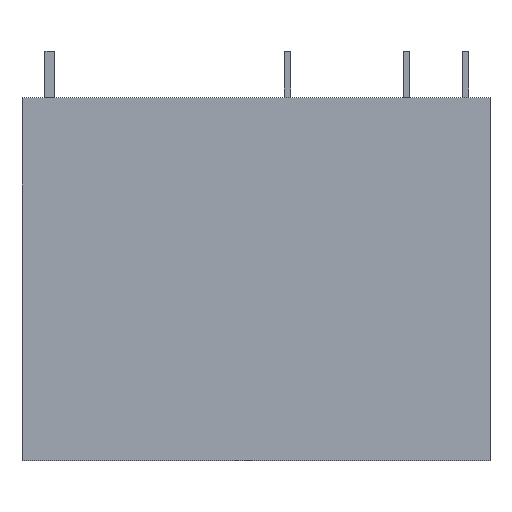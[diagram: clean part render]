
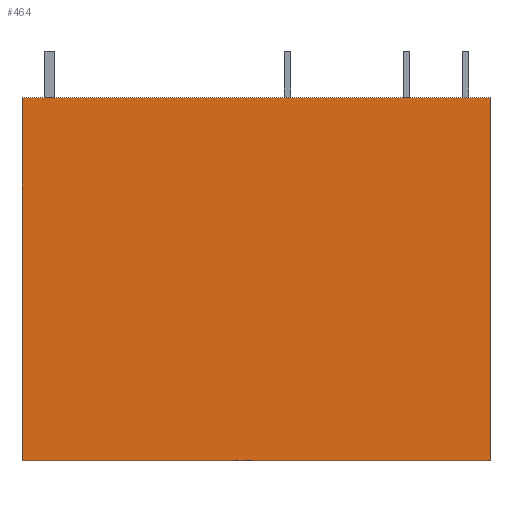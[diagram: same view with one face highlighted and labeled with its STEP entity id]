
A CAD part, top view. The second image highlights one B-rep face of the part: STEP entity #464.
In plain terms, the highlighted face is planar.
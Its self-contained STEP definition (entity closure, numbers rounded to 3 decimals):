
#29 = VECTOR ( 'NONE', #286, 1000. ) ;
#30 = DIRECTION ( 'NONE',  ( -1., 0., 0. ) ) ;
#46 = VECTOR ( 'NONE', #30, 1000. ) ;
#60 = VERTEX_POINT ( 'NONE', #167 ) ;
#61 = CARTESIAN_POINT ( 'NONE',  ( 10., 5., 15.5 ) ) ;
#84 = VERTEX_POINT ( 'NONE', #798 ) ;
#117 = LINE ( 'NONE', #436, #984 ) ;
#123 = CARTESIAN_POINT ( 'NONE',  ( -10., 5., 15.5 ) ) ;
#127 = DIRECTION ( 'NONE',  ( 1., 0., 0. ) ) ;
#150 = EDGE_CURVE ( 'NONE', #722, #60, #675, .T. ) ;
#167 = CARTESIAN_POINT ( 'NONE',  ( 10., 5., 0. ) ) ;
#190 = PLANE ( 'NONE',  #256 ) ;
#196 = DIRECTION ( 'NONE',  ( 0., 0., -1. ) ) ;
#256 = AXIS2_PLACEMENT_3D ( 'NONE', #803, #567, #127 ) ;
#286 = DIRECTION ( 'NONE',  ( 0., 0., -1. ) ) ;
#331 = ORIENTED_EDGE ( 'NONE', *, *, #490, .F. ) ;
#349 = LINE ( 'NONE', #885, #416 ) ;
#414 = LINE ( 'NONE', #726, #46 ) ;
#416 = VECTOR ( 'NONE', #897, 1000. ) ;
#436 = CARTESIAN_POINT ( 'NONE',  ( -10., 5., 15.5 ) ) ;
#464 = ADVANCED_FACE ( 'NONE', ( #821 ), #190, .F. ) ;
#472 = ORIENTED_EDGE ( 'NONE', *, *, #150, .T. ) ;
#481 = EDGE_CURVE ( 'NONE', #722, #706, #349, .T. ) ;
#490 = EDGE_CURVE ( 'NONE', #706, #84, #117, .T. ) ;
#530 = ORIENTED_EDGE ( 'NONE', *, *, #688, .T. ) ;
#567 = DIRECTION ( 'NONE',  ( 0., -1., 0. ) ) ;
#675 = LINE ( 'NONE', #61, #29 ) ;
#688 = EDGE_CURVE ( 'NONE', #60, #84, #414, .T. ) ;
#706 = VERTEX_POINT ( 'NONE', #123 ) ;
#722 = VERTEX_POINT ( 'NONE', #958 ) ;
#726 = CARTESIAN_POINT ( 'NONE',  ( -10., 5., 0. ) ) ;
#756 = EDGE_LOOP ( 'NONE', ( #530, #331, #914, #472 ) ) ;
#798 = CARTESIAN_POINT ( 'NONE',  ( -10., 5., 0. ) ) ;
#803 = CARTESIAN_POINT ( 'NONE',  ( -10., 5., 15.5 ) ) ;
#821 = FACE_OUTER_BOUND ( 'NONE', #756, .T. ) ;
#885 = CARTESIAN_POINT ( 'NONE',  ( -10., 5., 15.5 ) ) ;
#897 = DIRECTION ( 'NONE',  ( -1., 0., 0. ) ) ;
#914 = ORIENTED_EDGE ( 'NONE', *, *, #481, .F. ) ;
#958 = CARTESIAN_POINT ( 'NONE',  ( 10., 5., 15.5 ) ) ;
#984 = VECTOR ( 'NONE', #196, 1000. ) ;
